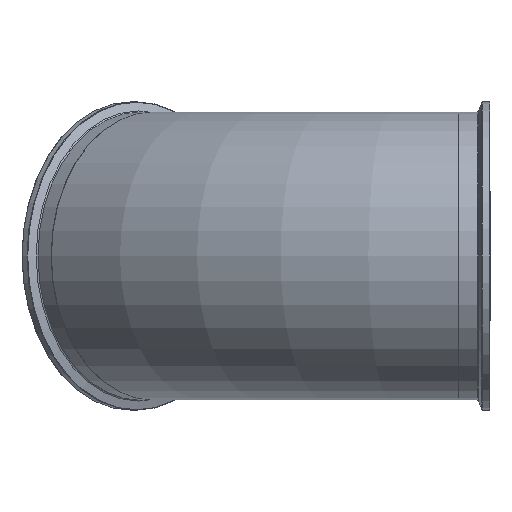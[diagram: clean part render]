
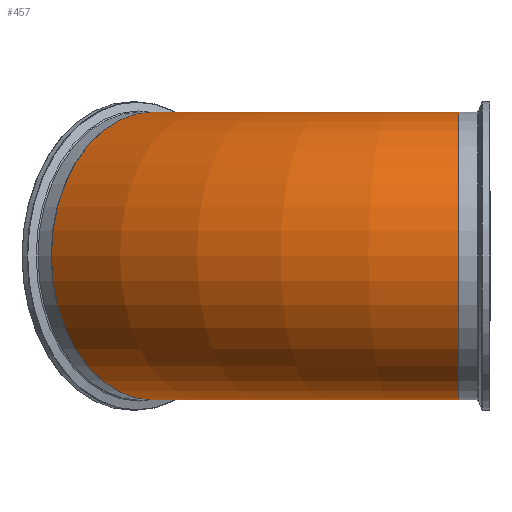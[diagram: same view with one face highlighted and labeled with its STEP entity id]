
A CAD part, left-side view. The second image highlights one B-rep face of the part: STEP entity #457.
In plain terms, the highlighted toroidal (fillet/blend) face has major radius 304.8 mm and minor radius 101.6 mm.
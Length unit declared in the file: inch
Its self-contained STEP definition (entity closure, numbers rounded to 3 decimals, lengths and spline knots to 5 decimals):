
#77=FACE_OUTER_BOUND('',#98,.T.);
#98=EDGE_LOOP('',(#314,#315,#316,#317,#318,#319));
#128=CIRCLE('',#547,4.);
#129=CIRCLE('',#548,4.);
#130=CIRCLE('',#549,8.);
#131=CIRCLE('',#550,4.);
#132=CIRCLE('',#551,4.);
#190=VERTEX_POINT('',#827);
#191=VERTEX_POINT('',#828);
#192=VERTEX_POINT('',#831);
#193=VERTEX_POINT('',#833);
#244=EDGE_CURVE('',#190,#191,#128,.T.);
#245=EDGE_CURVE('',#191,#190,#129,.T.);
#246=EDGE_CURVE('',#191,#192,#130,.T.);
#247=EDGE_CURVE('',#193,#192,#131,.T.);
#248=EDGE_CURVE('',#192,#193,#132,.T.);
#314=ORIENTED_EDGE('',*,*,#244,.F.);
#315=ORIENTED_EDGE('',*,*,#245,.F.);
#316=ORIENTED_EDGE('',*,*,#246,.T.);
#317=ORIENTED_EDGE('',*,*,#247,.F.);
#318=ORIENTED_EDGE('',*,*,#248,.F.);
#319=ORIENTED_EDGE('',*,*,#246,.F.);
#447=TOROIDAL_SURFACE('',#546,12.,4.);
#457=ADVANCED_FACE('',(#77),#447,.T.);
#546=AXIS2_PLACEMENT_3D('',#826,#644,#645);
#547=AXIS2_PLACEMENT_3D('',#829,#646,#647);
#548=AXIS2_PLACEMENT_3D('',#830,#648,#649);
#549=AXIS2_PLACEMENT_3D('',#832,#650,#651);
#550=AXIS2_PLACEMENT_3D('',#834,#652,#653);
#551=AXIS2_PLACEMENT_3D('',#835,#654,#655);
#644=DIRECTION('center_axis',(0.,0.,-1.));
#645=DIRECTION('ref_axis',(-1.,0.,0.));
#646=DIRECTION('center_axis',(0.707,0.707,0.));
#647=DIRECTION('ref_axis',(0.707,-0.707,0.));
#648=DIRECTION('center_axis',(0.707,0.707,0.));
#649=DIRECTION('ref_axis',(0.707,-0.707,0.));
#650=DIRECTION('center_axis',(0.,0.,1.));
#651=DIRECTION('ref_axis',(-1.,0.,0.));
#652=DIRECTION('center_axis',(0.,-1.,0.));
#653=DIRECTION('ref_axis',(1.,0.,0.));
#654=DIRECTION('center_axis',(0.,-1.,0.));
#655=DIRECTION('ref_axis',(1.,0.,0.));
#826=CARTESIAN_POINT('Origin',(12.,0.,0.));
#827=CARTESIAN_POINT('',(0.68629,11.31371,0.));
#828=CARTESIAN_POINT('',(6.34315,5.65685,0.));
#829=CARTESIAN_POINT('Origin',(3.51472,8.48528,0.));
#830=CARTESIAN_POINT('Origin',(3.51472,8.48528,0.));
#831=CARTESIAN_POINT('',(4.,0.,0.));
#832=CARTESIAN_POINT('Origin',(12.,0.,0.));
#833=CARTESIAN_POINT('',(-4.,0.,0.));
#834=CARTESIAN_POINT('Origin',(0.,0.,0.));
#835=CARTESIAN_POINT('Origin',(0.,0.,0.));
